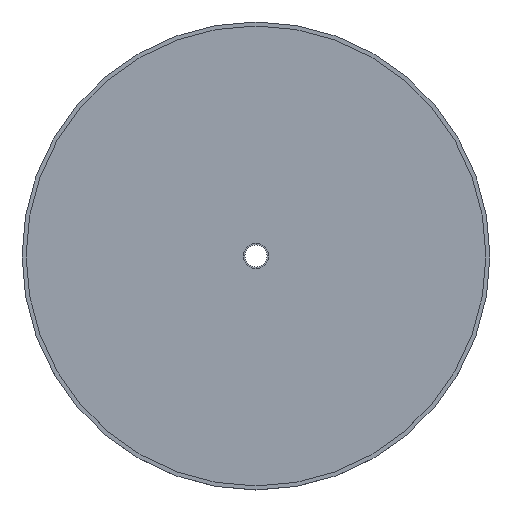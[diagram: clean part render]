
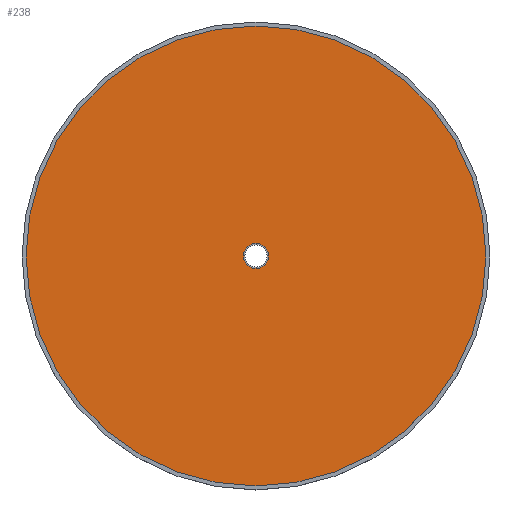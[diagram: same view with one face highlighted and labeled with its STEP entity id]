
A CAD part, top view. The second image highlights one B-rep face of the part: STEP entity #238.
In plain terms, the highlighted planar face has unit normal (0, 0, 1).
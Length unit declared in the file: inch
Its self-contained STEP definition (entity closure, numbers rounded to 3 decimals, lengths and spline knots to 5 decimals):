
#53=CARTESIAN_POINT('',(0.,0.,0.2874));
#54=DIRECTION('',(0.,0.,1.));
#55=DIRECTION('',(-1.,0.,0.));
#56=AXIS2_PLACEMENT_3D('',#53,#54,#55);
#58=CARTESIAN_POINT('',(0.,0.,0.2874));
#59=DIRECTION('',(0.,0.,1.));
#60=DIRECTION('',(1.,0.,0.));
#61=AXIS2_PLACEMENT_3D('',#58,#59,#60);
#63=CARTESIAN_POINT('',(0.,0.,0.2874));
#64=DIRECTION('',(0.,0.,1.));
#65=DIRECTION('',(1.,0.,0.));
#66=AXIS2_PLACEMENT_3D('',#63,#64,#65);
#68=CARTESIAN_POINT('',(0.,0.,0.2874));
#69=DIRECTION('',(0.,0.,1.));
#70=DIRECTION('',(-1.,0.,0.));
#71=AXIS2_PLACEMENT_3D('',#68,#69,#70);
#121=CARTESIAN_POINT('',(-1.625,0.,0.2874));
#122=CARTESIAN_POINT('',(1.625,0.,0.2874));
#123=VERTEX_POINT('',#121);
#124=VERTEX_POINT('',#122);
#133=CARTESIAN_POINT('',(0.08858,0.,0.2874));
#134=CARTESIAN_POINT('',(-0.08858,0.,0.2874));
#135=VERTEX_POINT('',#133);
#136=VERTEX_POINT('',#134);
#222=CARTESIAN_POINT('',(0.,0.,0.2874));
#223=DIRECTION('',(0.,0.,1.));
#224=DIRECTION('',(1.,0.,0.));
#225=AXIS2_PLACEMENT_3D('',#222,#223,#224);
#226=PLANE('',#225);
#227=ORIENTED_EDGE('',*,*,#212,.F.);
#229=ORIENTED_EDGE('',*,*,#228,.F.);
#230=EDGE_LOOP('',(#227,#229));
#231=FACE_OUTER_BOUND('',#230,.F.);
#233=ORIENTED_EDGE('',*,*,#232,.T.);
#235=ORIENTED_EDGE('',*,*,#234,.T.);
#236=EDGE_LOOP('',(#233,#235));
#237=FACE_BOUND('',#236,.F.);
#238=ADVANCED_FACE('',(#231,#237),#226,.T.);
#57=CIRCLE('',#56,1.625);
#62=CIRCLE('',#61,1.625);
#67=CIRCLE('',#66,0.08858);
#72=CIRCLE('',#71,0.08858);
#212=EDGE_CURVE('',#123,#124,#57,.T.);
#228=EDGE_CURVE('',#124,#123,#62,.T.);
#232=EDGE_CURVE('',#135,#136,#67,.T.);
#234=EDGE_CURVE('',#136,#135,#72,.T.);
